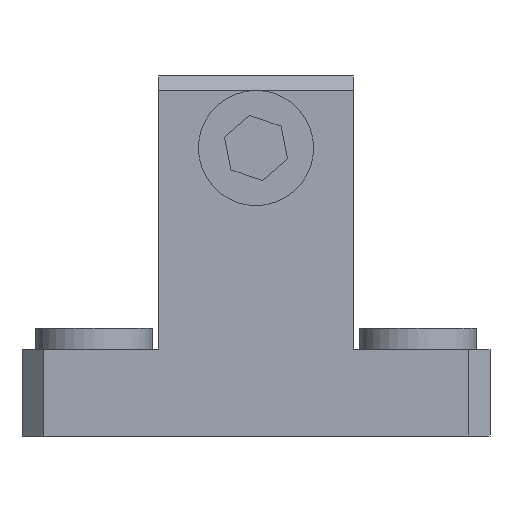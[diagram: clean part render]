
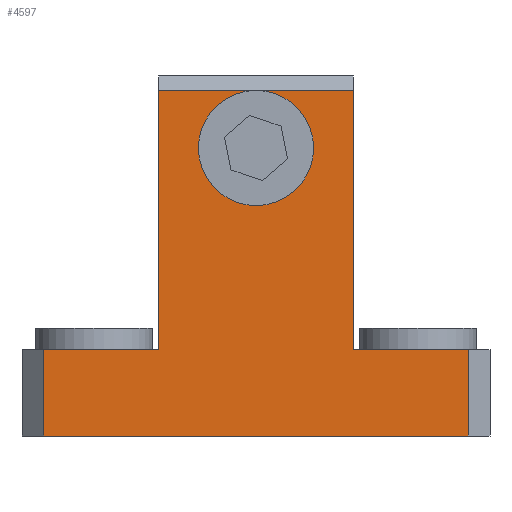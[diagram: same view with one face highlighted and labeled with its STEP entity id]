
A CAD part, left-side view. The second image highlights one B-rep face of the part: STEP entity #4597.
In plain terms, the highlighted planar face has unit normal (-1, 0, 0).
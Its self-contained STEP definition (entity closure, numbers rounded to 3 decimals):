
#82 = EDGE_CURVE ( 'NONE', #781, #585, #3459, .T. ) ;
#85 = DIRECTION ( 'NONE',  ( 1., 0., 0. ) ) ;
#120 = VECTOR ( 'NONE', #508, 1000. ) ;
#136 = DIRECTION ( 'NONE',  ( 0., 1., 0. ) ) ;
#190 = CARTESIAN_POINT ( 'NONE',  ( -31.5, 9., 12. ) ) ;
#197 = ORIENTED_EDGE ( 'NONE', *, *, #3103, .F. ) ;
#450 = AXIS2_PLACEMENT_3D ( 'NONE', #2389, #3831, #604 ) ;
#455 = VERTEX_POINT ( 'NONE', #190 ) ;
#508 = DIRECTION ( 'NONE',  ( 0., 0., 1. ) ) ;
#585 = VERTEX_POINT ( 'NONE', #3527 ) ;
#590 = VECTOR ( 'NONE', #3778, 1000. ) ;
#604 = DIRECTION ( 'NONE',  ( 0., 0., -1. ) ) ;
#675 = VERTEX_POINT ( 'NONE', #2511 ) ;
#781 = VERTEX_POINT ( 'NONE', #1129 ) ;
#786 = CARTESIAN_POINT ( 'NONE',  ( -31.5, -7., 0. ) ) ;
#843 = CARTESIAN_POINT ( 'NONE',  ( -31.5, 36., 12. ) ) ;
#889 = LINE ( 'NONE', #4089, #2826 ) ;
#948 = VECTOR ( 'NONE', #4352, 1000. ) ;
#1021 = DIRECTION ( 'NONE',  ( -1., 0., 0. ) ) ;
#1028 = VECTOR ( 'NONE', #4020, 1000. ) ;
#1075 = ORIENTED_EDGE ( 'NONE', *, *, #2864, .F. ) ;
#1081 = ORIENTED_EDGE ( 'NONE', *, *, #3985, .F. ) ;
#1093 = DIRECTION ( 'NONE',  ( 0., -1., 0. ) ) ;
#1119 = CARTESIAN_POINT ( 'NONE',  ( -31.5, 9., 48. ) ) ;
#1129 = CARTESIAN_POINT ( 'NONE',  ( -31.5, 36., 12. ) ) ;
#1340 = ORIENTED_EDGE ( 'NONE', *, *, #2578, .F. ) ;
#1403 = ORIENTED_EDGE ( 'NONE', *, *, #2484, .F. ) ;
#1513 = LINE ( 'NONE', #2212, #948 ) ;
#1514 = DIRECTION ( 'NONE',  ( 0., 1., 0. ) ) ;
#1536 = LINE ( 'NONE', #843, #2154 ) ;
#1553 = EDGE_LOOP ( 'NONE', ( #197, #3477, #1340, #1657, #2580, #3030, #1075, #3989 ) ) ;
#1614 = VERTEX_POINT ( 'NONE', #1119 ) ;
#1657 = ORIENTED_EDGE ( 'NONE', *, *, #3574, .F. ) ;
#1723 = VERTEX_POINT ( 'NONE', #1906 ) ;
#1851 = LINE ( 'NONE', #2157, #2540 ) ;
#1871 = FACE_BOUND ( 'NONE', #2272, .T. ) ;
#1906 = CARTESIAN_POINT ( 'NONE',  ( -31.5, 19.218, 36.228 ) ) ;
#1927 = CARTESIAN_POINT ( 'NONE',  ( -31.5, 36., 48. ) ) ;
#2079 = CARTESIAN_POINT ( 'NONE',  ( -31.5, 52., 12. ) ) ;
#2154 = VECTOR ( 'NONE', #3685, 1000. ) ;
#2157 = CARTESIAN_POINT ( 'NONE',  ( -31.5, 9., 12. ) ) ;
#2170 = AXIS2_PLACEMENT_3D ( 'NONE', #2193, #85, #1514 ) ;
#2187 = LINE ( 'NONE', #2878, #1028 ) ;
#2193 = CARTESIAN_POINT ( 'NONE',  ( -31.5, 36., 12. ) ) ;
#2212 = CARTESIAN_POINT ( 'NONE',  ( -31.5, 55., 0. ) ) ;
#2272 = EDGE_LOOP ( 'NONE', ( #1403, #1081 ) ) ;
#2279 = VERTEX_POINT ( 'NONE', #2362 ) ;
#2314 = CIRCLE ( 'NONE', #450, 5. ) ;
#2362 = CARTESIAN_POINT ( 'NONE',  ( -31.5, -7., 12. ) ) ;
#2389 = CARTESIAN_POINT ( 'NONE',  ( -31.5, 22.5, 40. ) ) ;
#2419 = VERTEX_POINT ( 'NONE', #4223 ) ;
#2481 = DIRECTION ( 'NONE',  ( 0., 0., -1. ) ) ;
#2484 = EDGE_CURVE ( 'NONE', #675, #1723, #2314, .T. ) ;
#2511 = CARTESIAN_POINT ( 'NONE',  ( -31.5, 25.782, 43.772 ) ) ;
#2540 = VECTOR ( 'NONE', #1093, 1000. ) ;
#2578 = EDGE_CURVE ( 'NONE', #455, #2279, #1851, .T. ) ;
#2580 = ORIENTED_EDGE ( 'NONE', *, *, #4198, .T. ) ;
#2664 = EDGE_CURVE ( 'NONE', #3100, #2279, #889, .T. ) ;
#2716 = LINE ( 'NONE', #3797, #590 ) ;
#2798 = CARTESIAN_POINT ( 'NONE',  ( -31.5, 22.5, 40. ) ) ;
#2826 = VECTOR ( 'NONE', #4043, 1000. ) ;
#2864 = EDGE_CURVE ( 'NONE', #2990, #781, #1536, .T. ) ;
#2878 = CARTESIAN_POINT ( 'NONE',  ( -31.5, 9., 50. ) ) ;
#2990 = VERTEX_POINT ( 'NONE', #2079 ) ;
#3030 = ORIENTED_EDGE ( 'NONE', *, *, #82, .F. ) ;
#3100 = VERTEX_POINT ( 'NONE', #786 ) ;
#3103 = EDGE_CURVE ( 'NONE', #3100, #2419, #1513, .T. ) ;
#3292 = PLANE ( 'NONE',  #2170 ) ;
#3396 = CARTESIAN_POINT ( 'NONE',  ( -31.5, 36., 50. ) ) ;
#3459 = LINE ( 'NONE', #3396, #120 ) ;
#3477 = ORIENTED_EDGE ( 'NONE', *, *, #2664, .T. ) ;
#3527 = CARTESIAN_POINT ( 'NONE',  ( -31.5, 36., 48. ) ) ;
#3574 = EDGE_CURVE ( 'NONE', #1614, #455, #2187, .T. ) ;
#3685 = DIRECTION ( 'NONE',  ( 0., -1., 0. ) ) ;
#3778 = DIRECTION ( 'NONE',  ( 0., 0., -1. ) ) ;
#3797 = CARTESIAN_POINT ( 'NONE',  ( -31.5, 52., 0. ) ) ;
#3831 = DIRECTION ( 'NONE',  ( -1., 0., 0. ) ) ;
#3967 = CIRCLE ( 'NONE', #4484, 5. ) ;
#3985 = EDGE_CURVE ( 'NONE', #1723, #675, #3967, .T. ) ;
#3989 = ORIENTED_EDGE ( 'NONE', *, *, #4305, .T. ) ;
#4020 = DIRECTION ( 'NONE',  ( 0., 0., -1. ) ) ;
#4043 = DIRECTION ( 'NONE',  ( 0., 0., 1. ) ) ;
#4068 = LINE ( 'NONE', #1927, #4124 ) ;
#4089 = CARTESIAN_POINT ( 'NONE',  ( -31.5, -7., 12. ) ) ;
#4124 = VECTOR ( 'NONE', #136, 1000. ) ;
#4198 = EDGE_CURVE ( 'NONE', #1614, #585, #4068, .T. ) ;
#4223 = CARTESIAN_POINT ( 'NONE',  ( -31.5, 52., 0. ) ) ;
#4305 = EDGE_CURVE ( 'NONE', #2990, #2419, #2716, .T. ) ;
#4352 = DIRECTION ( 'NONE',  ( 0., 1., 0. ) ) ;
#4400 = FACE_OUTER_BOUND ( 'NONE', #1553, .T. ) ;
#4484 = AXIS2_PLACEMENT_3D ( 'NONE', #2798, #1021, #2481 ) ;
#4597 = ADVANCED_FACE ( 'NONE', ( #4400, #1871 ), #3292, .F. ) ;
